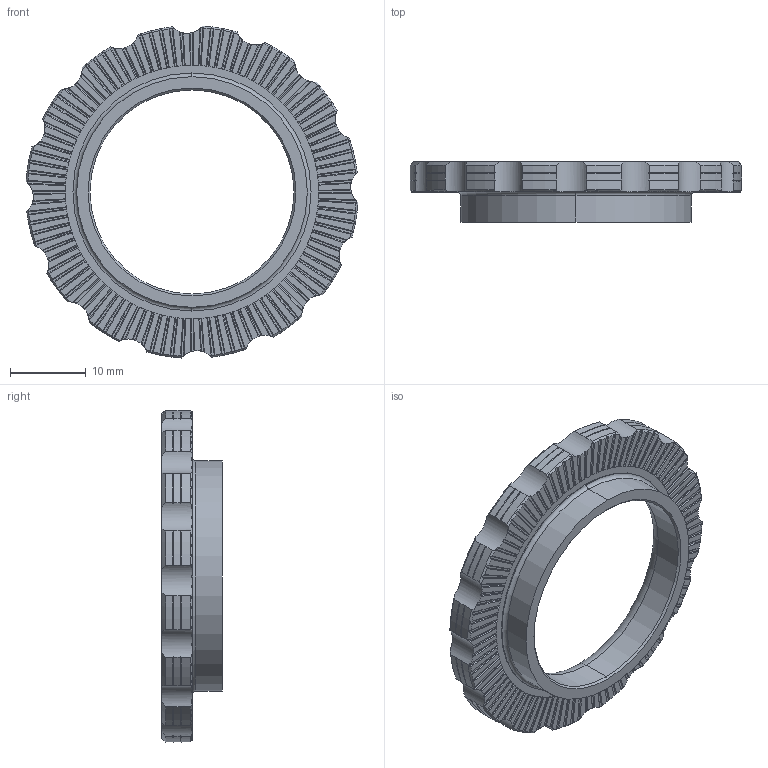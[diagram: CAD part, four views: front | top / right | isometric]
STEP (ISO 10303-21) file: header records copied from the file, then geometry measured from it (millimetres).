
FILE_DESCRIPTION (( 'STEP AP214' ), '1' );
FILE_NAME ('Lockring_disc rotor.STEP', '2020-04-15T13:46:20', ( '' ), ( '' ), 'SwSTEP 2.0', 'SolidWorks 2019', '' );
FILE_SCHEMA (( 'AUTOMOTIVE_DESIGN' ));
Length unit declared in the file: millimetre
Products named in the file (2): Lockring_disc rotor
Bounding box: 43.91 x 8 x 43.91 mm (x, y, z)
Volume: 2750.8 mm3; surface area: 3422 mm2
Topology: 1 solids, 1 shells, 802 faces, 2319 edges, 1542 vertices
Faces by surface type: plane 454, cylinder 177, torus 70, bspline 65, cone 36
Entity records: 34284 total; most frequent: CARTESIAN_POINT 12118, ORIENTED_EDGE 4638, DIRECTION 3691, EDGE_CURVE 2319, VERTEX_POINT 1542, AXIS2_PLACEMENT_3D 1363, LINE 965, VECTOR 965
